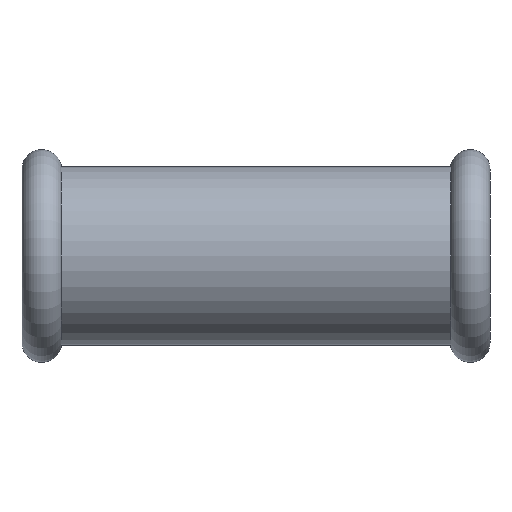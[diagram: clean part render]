
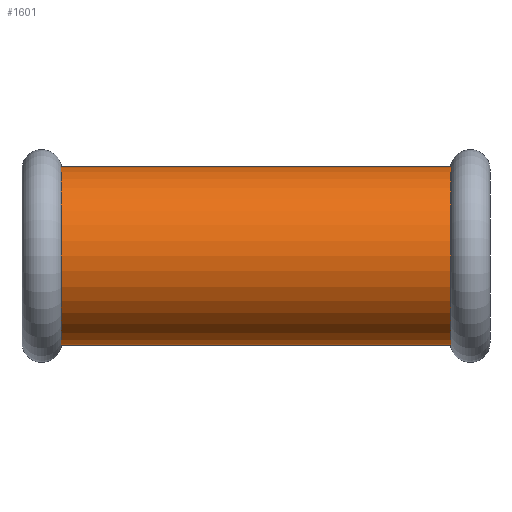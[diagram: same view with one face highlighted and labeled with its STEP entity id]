
A CAD part, front view. The second image highlights one B-rep face of the part: STEP entity #1601.
In plain terms, the highlighted cylindrical face has radius 22.5 mm (diameter 45 mm), a partial arc.
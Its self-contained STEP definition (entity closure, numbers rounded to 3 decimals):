
#68 = EDGE_CURVE ( 'NONE', #2157, #770, #1411, .T. ) ;
#165 = CIRCLE ( 'NONE', #1910, 22.5 ) ;
#166 = DIRECTION ( 'NONE',  ( -1., 0., 0. ) ) ;
#209 = EDGE_CURVE ( 'NONE', #2157, #878, #1054, .T. ) ;
#347 = CARTESIAN_POINT ( 'NONE',  ( -74.029, 0., 22.5 ) ) ;
#399 = CARTESIAN_POINT ( 'NONE',  ( 49.045, 0., -22.5 ) ) ;
#433 = FACE_OUTER_BOUND ( 'NONE', #973, .T. ) ;
#520 = DIRECTION ( 'NONE',  ( -1., 0., 0. ) ) ;
#587 = ORIENTED_EDGE ( 'NONE', *, *, #783, .F. ) ;
#691 = DIRECTION ( 'NONE',  ( -1., 0., 0. ) ) ;
#704 = ORIENTED_EDGE ( 'NONE', *, *, #209, .F. ) ;
#770 = VERTEX_POINT ( 'NONE', #1757 ) ;
#783 = EDGE_CURVE ( 'NONE', #878, #820, #165, .T. ) ;
#820 = VERTEX_POINT ( 'NONE', #1913 ) ;
#871 = AXIS2_PLACEMENT_3D ( 'NONE', #1466, #2050, #1303 ) ;
#878 = VERTEX_POINT ( 'NONE', #1769 ) ;
#973 = EDGE_LOOP ( 'NONE', ( #704, #2334, #1733, #587 ) ) ;
#1022 = LINE ( 'NONE', #347, #1952 ) ;
#1054 = LINE ( 'NONE', #1079, #2247 ) ;
#1079 = CARTESIAN_POINT ( 'NONE',  ( -74.029, 0., -22.5 ) ) ;
#1185 = AXIS2_PLACEMENT_3D ( 'NONE', #2008, #166, #1631 ) ;
#1303 = DIRECTION ( 'NONE',  ( 0., 0., 1. ) ) ;
#1333 = CYLINDRICAL_SURFACE ( 'NONE', #871, 22.5 ) ;
#1411 = CIRCLE ( 'NONE', #1185, 22.5 ) ;
#1466 = CARTESIAN_POINT ( 'NONE',  ( -74.029, 0., 0. ) ) ;
#1588 = DIRECTION ( 'NONE',  ( 0., 0., 1. ) ) ;
#1601 = ADVANCED_FACE ( 'NONE', ( #433 ), #1333, .T. ) ;
#1631 = DIRECTION ( 'NONE',  ( 0., 0., 1. ) ) ;
#1733 = ORIENTED_EDGE ( 'NONE', *, *, #1979, .T. ) ;
#1757 = CARTESIAN_POINT ( 'NONE',  ( 49.045, 0., 22.5 ) ) ;
#1769 = CARTESIAN_POINT ( 'NONE',  ( -49.045, 0., -22.5 ) ) ;
#1789 = DIRECTION ( 'NONE',  ( -1., 0., 0. ) ) ;
#1910 = AXIS2_PLACEMENT_3D ( 'NONE', #2103, #691, #1588 ) ;
#1913 = CARTESIAN_POINT ( 'NONE',  ( -49.045, 0., 22.5 ) ) ;
#1952 = VECTOR ( 'NONE', #520, 1000. ) ;
#1979 = EDGE_CURVE ( 'NONE', #770, #820, #1022, .T. ) ;
#2008 = CARTESIAN_POINT ( 'NONE',  ( 49.045, 0., 0. ) ) ;
#2050 = DIRECTION ( 'NONE',  ( -1., 0., 0. ) ) ;
#2103 = CARTESIAN_POINT ( 'NONE',  ( -49.045, 0., 0. ) ) ;
#2157 = VERTEX_POINT ( 'NONE', #399 ) ;
#2247 = VECTOR ( 'NONE', #1789, 1000. ) ;
#2334 = ORIENTED_EDGE ( 'NONE', *, *, #68, .T. ) ;
